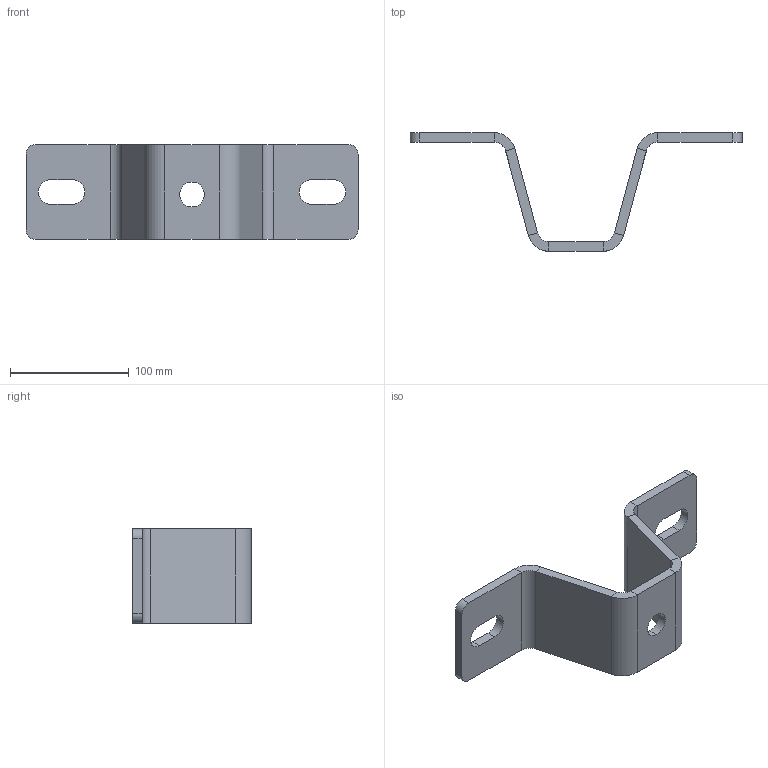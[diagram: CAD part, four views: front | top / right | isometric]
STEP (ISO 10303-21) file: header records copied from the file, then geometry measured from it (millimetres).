
FILE_DESCRIPTION (( 'STEP AP203' ), '1' );
FILE_NAME ('1.26.Z08.STEP', '2018-02-06T10:14:55', ( '' ), ( '' ), 'SwSTEP 2.0', 'SolidWorks 2017', '' );
FILE_SCHEMA (( 'CONFIG_CONTROL_DESIGN' ));
Length unit declared in the file: millimetre
Products named in the file (2): 1.26.Z08
Bounding box: 280 x 100 x 80 mm (x, y, z)
Volume: 246672.7 mm3; surface area: 71534.5 mm2
Topology: 1 solids, 1 shells, 53 faces, 121 edges, 70 vertices
Faces by surface type: plane 34, cylinder 19
Entity records: 1624 total; most frequent: DIRECTION 269, CARTESIAN_POINT 246, ORIENTED_EDGE 242, EDGE_CURVE 121, AXIS2_PLACEMENT_3D 93, VECTOR 83, LINE 83, VERTEX_POINT 70
